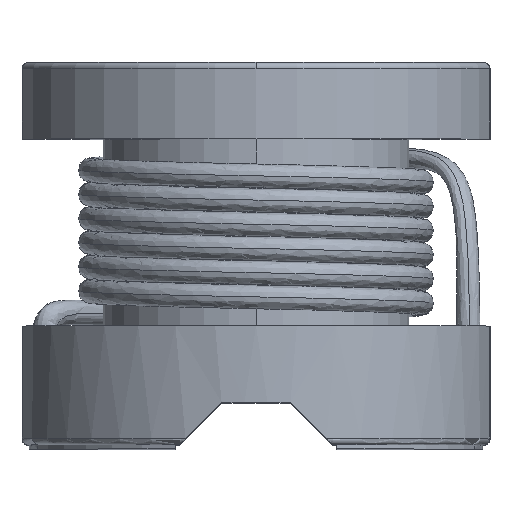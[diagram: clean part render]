
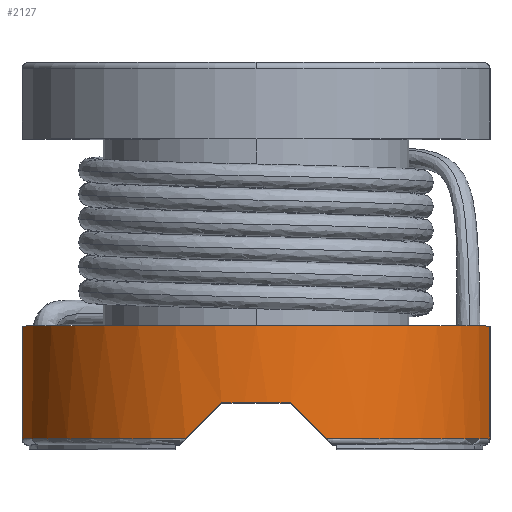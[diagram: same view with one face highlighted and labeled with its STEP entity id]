
A CAD part, top view. The second image highlights one B-rep face of the part: STEP entity #2127.
In plain terms, the highlighted cylindrical face has radius 2.8 mm (diameter 5.6 mm), a partial arc.
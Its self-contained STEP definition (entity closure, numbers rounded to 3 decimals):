
#77 = CIRCLE ( 'NONE', #212, 2.8 ) ;
#101 = EDGE_CURVE ( 'NONE', #3326, #2374, #2093, .T. ) ;
#108 = DIRECTION ( 'NONE',  ( 0., -1., 0. ) ) ;
#176 = CIRCLE ( 'NONE', #3003, 2.8 ) ;
#191 = FACE_OUTER_BOUND ( 'NONE', #3945, .T. ) ;
#196 = EDGE_CURVE ( 'NONE', #2260, #4570, #3265, .T. ) ;
#212 = AXIS2_PLACEMENT_3D ( 'NONE', #726, #2264, #3761 ) ;
#227 = ORIENTED_EDGE ( 'NONE', *, *, #2765, .T. ) ;
#294 = DIRECTION ( 'NONE',  ( 0., -1., 0. ) ) ;
#352 = EDGE_CURVE ( 'NONE', #3097, #4322, #701, .T. ) ;
#604 = CARTESIAN_POINT ( 'NONE',  ( -0.83, 0.12, 2.674 ) ) ;
#651 = CIRCLE ( 'NONE', #1550, 2.8 ) ;
#694 = CARTESIAN_POINT ( 'NONE',  ( 2.75, 0.05, 0.525 ) ) ;
#701 =( BOUNDED_CURVE ( )  B_SPLINE_CURVE ( 3, ( #4929, #4874, #3998, #751 ),
 .UNSPECIFIED., .F., .T. ) 
 B_SPLINE_CURVE_WITH_KNOTS ( ( 4, 4 ),
 ( 1.27, 1.426 ),
 .UNSPECIFIED. ) 
 CURVE ( )  GEOMETRIC_REPRESENTATION_ITEM ( )  RATIONAL_B_SPLINE_CURVE ( ( 1., 0.998, 0.998, 1. ) ) 
 REPRESENTATION_ITEM ( '' )  );
#726 = CARTESIAN_POINT ( 'NONE',  ( 0., 0.12, 0. ) ) ;
#751 = CARTESIAN_POINT ( 'NONE',  ( 0.405, 0.545, 2.771 ) ) ;
#755 = ORIENTED_EDGE ( 'NONE', *, *, #4378, .T. ) ;
#1011 = ORIENTED_EDGE ( 'NONE', *, *, #101, .F. ) ;
#1056 = DIRECTION ( 'NONE',  ( 0., 0., 1. ) ) ;
#1355 = CARTESIAN_POINT ( 'NONE',  ( 0.83, 0.12, 2.674 ) ) ;
#1401 = ORIENTED_EDGE ( 'NONE', *, *, #196, .T. ) ;
#1466 = ORIENTED_EDGE ( 'NONE', *, *, #4540, .T. ) ;
#1550 = AXIS2_PLACEMENT_3D ( 'NONE', #1987, #4269, #1614 ) ;
#1614 = DIRECTION ( 'NONE',  ( 0., 0., -1. ) ) ;
#1680 = VERTEX_POINT ( 'NONE', #1730 ) ;
#1730 = CARTESIAN_POINT ( 'NONE',  ( 2.75, 1.45, 0.525 ) ) ;
#1795 = ORIENTED_EDGE ( 'NONE', *, *, #3763, .T. ) ;
#1922 = CARTESIAN_POINT ( 'NONE',  ( -0.691, 0.259, 2.717 ) ) ;
#1987 = CARTESIAN_POINT ( 'NONE',  ( 0., 0.12, 0. ) ) ;
#2093 =( BOUNDED_CURVE ( )  B_SPLINE_CURVE ( 3, ( #2886, #4585, #1922, #3904 ),
 .UNSPECIFIED., .F., .T. ) 
 B_SPLINE_CURVE_WITH_KNOTS ( ( 4, 4 ),
 ( 4.858, 5.013 ),
 .UNSPECIFIED. ) 
 CURVE ( )  GEOMETRIC_REPRESENTATION_ITEM ( )  RATIONAL_B_SPLINE_CURVE ( ( 1., 0.998, 0.998, 1. ) ) 
 REPRESENTATION_ITEM ( '' )  );
#2096 = CYLINDRICAL_SURFACE ( 'NONE', #2385, 2.8 ) ;
#2123 = ORIENTED_EDGE ( 'NONE', *, *, #352, .F. ) ;
#2127 = ADVANCED_FACE ( 'NONE', ( #191 ), #2096, .T. ) ;
#2260 = VERTEX_POINT ( 'NONE', #3868 ) ;
#2264 = DIRECTION ( 'NONE',  ( 0., 1., 0. ) ) ;
#2294 = CARTESIAN_POINT ( 'NONE',  ( 0., 0.545, 0. ) ) ;
#2331 = CARTESIAN_POINT ( 'NONE',  ( 2.75, 0.12, 0.525 ) ) ;
#2374 = VERTEX_POINT ( 'NONE', #604 ) ;
#2385 = AXIS2_PLACEMENT_3D ( 'NONE', #3615, #108, #4703 ) ;
#2388 = VECTOR ( 'NONE', #2515, 1000. ) ;
#2404 = CIRCLE ( 'NONE', #4325, 2.8 ) ;
#2515 = DIRECTION ( 'NONE',  ( 0., 1., 0. ) ) ;
#2765 = EDGE_CURVE ( 'NONE', #3717, #1680, #4412, .T. ) ;
#2790 = CARTESIAN_POINT ( 'NONE',  ( -2.75, 0.05, 0.525 ) ) ;
#2847 = CARTESIAN_POINT ( 'NONE',  ( -0.405, 0.545, 2.771 ) ) ;
#2886 = CARTESIAN_POINT ( 'NONE',  ( -0.405, 0.545, 2.771 ) ) ;
#2958 = CARTESIAN_POINT ( 'NONE',  ( -2.75, 0.12, 0.525 ) ) ;
#3003 = AXIS2_PLACEMENT_3D ( 'NONE', #2294, #294, #1056 ) ;
#3097 = VERTEX_POINT ( 'NONE', #1355 ) ;
#3265 = LINE ( 'NONE', #2790, #4155 ) ;
#3313 = DIRECTION ( 'NONE',  ( 0., 0., -1. ) ) ;
#3326 = VERTEX_POINT ( 'NONE', #2847 ) ;
#3615 = CARTESIAN_POINT ( 'NONE',  ( 0., 0.05, 0. ) ) ;
#3651 = CARTESIAN_POINT ( 'NONE',  ( 0., 1.45, 0. ) ) ;
#3717 = VERTEX_POINT ( 'NONE', #2331 ) ;
#3761 = DIRECTION ( 'NONE',  ( 0., 0., -1. ) ) ;
#3763 = EDGE_CURVE ( 'NONE', #3097, #3717, #651, .T. ) ;
#3868 = CARTESIAN_POINT ( 'NONE',  ( -2.75, 1.45, 0.525 ) ) ;
#3904 = CARTESIAN_POINT ( 'NONE',  ( -0.83, 0.12, 2.674 ) ) ;
#3945 = EDGE_LOOP ( 'NONE', ( #2123, #1795, #227, #755, #1401, #1466, #1011, #4808 ) ) ;
#3998 = CARTESIAN_POINT ( 'NONE',  ( 0.549, 0.401, 2.749 ) ) ;
#4003 = EDGE_CURVE ( 'NONE', #4322, #3326, #176, .T. ) ;
#4024 = DIRECTION ( 'NONE',  ( 0., -1., 0. ) ) ;
#4155 = VECTOR ( 'NONE', #4157, 1000. ) ;
#4157 = DIRECTION ( 'NONE',  ( 0., -1., 0. ) ) ;
#4269 = DIRECTION ( 'NONE',  ( 0., 1., 0. ) ) ;
#4322 = VERTEX_POINT ( 'NONE', #4324 ) ;
#4324 = CARTESIAN_POINT ( 'NONE',  ( 0.405, 0.545, 2.771 ) ) ;
#4325 = AXIS2_PLACEMENT_3D ( 'NONE', #3651, #4024, #3313 ) ;
#4378 = EDGE_CURVE ( 'NONE', #1680, #2260, #2404, .T. ) ;
#4412 = LINE ( 'NONE', #694, #2388 ) ;
#4540 = EDGE_CURVE ( 'NONE', #4570, #2374, #77, .T. ) ;
#4570 = VERTEX_POINT ( 'NONE', #2958 ) ;
#4585 = CARTESIAN_POINT ( 'NONE',  ( -0.549, 0.401, 2.749 ) ) ;
#4703 = DIRECTION ( 'NONE',  ( 0., 0., -1. ) ) ;
#4808 = ORIENTED_EDGE ( 'NONE', *, *, #4003, .F. ) ;
#4874 = CARTESIAN_POINT ( 'NONE',  ( 0.691, 0.259, 2.717 ) ) ;
#4929 = CARTESIAN_POINT ( 'NONE',  ( 0.83, 0.12, 2.674 ) ) ;
